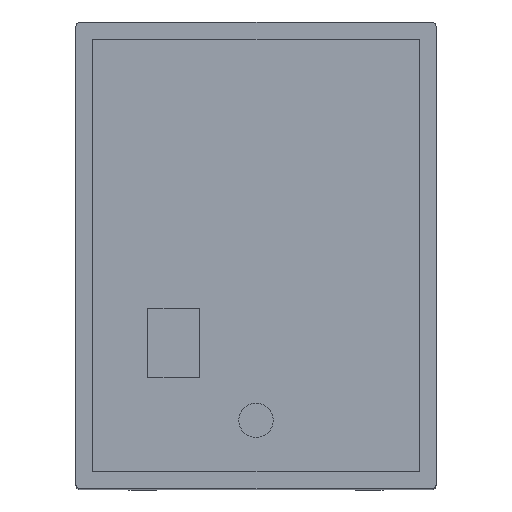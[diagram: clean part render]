
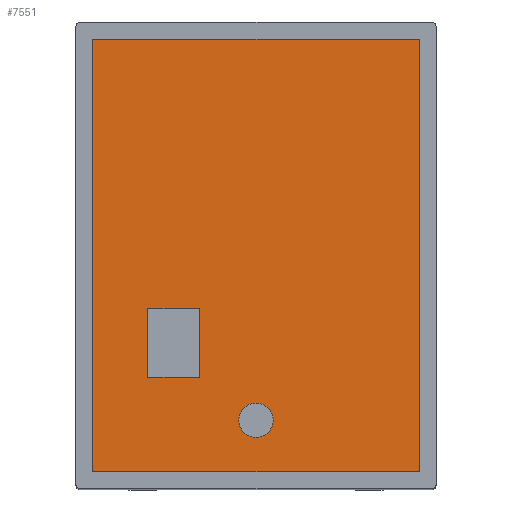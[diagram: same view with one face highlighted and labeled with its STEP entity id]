
A CAD part, top view. The second image highlights one B-rep face of the part: STEP entity #7551.
In plain terms, the highlighted planar face has unit normal (0, 0, 1).
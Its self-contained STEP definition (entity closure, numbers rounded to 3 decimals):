
#344 = EDGE_LOOP ( 'NONE', ( #10838, #13759, #13939, #14602 ) ) ;
#516 = EDGE_CURVE ( 'NONE', #3340, #9851, #3754, .T. ) ;
#606 = VERTEX_POINT ( 'NONE', #8343 ) ;
#684 = VECTOR ( 'NONE', #3742, 1000. ) ;
#828 = VECTOR ( 'NONE', #13070, 1000. ) ;
#911 = ORIENTED_EDGE ( 'NONE', *, *, #7338, .F. ) ;
#1066 = EDGE_CURVE ( 'NONE', #9851, #606, #4089, .T. ) ;
#1161 = AXIS2_PLACEMENT_3D ( 'NONE', #8690, #6190, #10955 ) ;
#1367 = FACE_BOUND ( 'NONE', #1486, .T. ) ;
#1444 = FACE_OUTER_BOUND ( 'NONE', #344, .T. ) ;
#1486 = EDGE_LOOP ( 'NONE', ( #11719, #7250 ) ) ;
#1557 = DIRECTION ( 'NONE',  ( -1., 0., 0. ) ) ;
#1561 = ORIENTED_EDGE ( 'NONE', *, *, #12895, .F. ) ;
#1564 = CARTESIAN_POINT ( 'NONE',  ( 9.5, -12.6, 35. ) ) ;
#1587 = CARTESIAN_POINT ( 'NONE',  ( 9.5, -12.6, 35. ) ) ;
#1780 = VECTOR ( 'NONE', #2847, 1000. ) ;
#1863 = VERTEX_POINT ( 'NONE', #1953 ) ;
#1871 = DIRECTION ( 'NONE',  ( -1., 0., 0. ) ) ;
#1953 = CARTESIAN_POINT ( 'NONE',  ( -6.3, -3.1, 35. ) ) ;
#2006 = EDGE_LOOP ( 'NONE', ( #911, #1561, #3464, #7305 ) ) ;
#2431 = EDGE_CURVE ( 'NONE', #6254, #1863, #11594, .T. ) ;
#2648 = EDGE_CURVE ( 'NONE', #3340, #11720, #13510, .T. ) ;
#2687 = CIRCLE ( 'NONE', #14383, 1. ) ;
#2847 = DIRECTION ( 'NONE',  ( 0., 1., 0. ) ) ;
#2999 = LINE ( 'NONE', #13513, #1780 ) ;
#3052 = AXIS2_PLACEMENT_3D ( 'NONE', #6699, #13646, #1871 ) ;
#3180 = DIRECTION ( 'NONE',  ( -1., 0., 0. ) ) ;
#3215 = VERTEX_POINT ( 'NONE', #14740 ) ;
#3340 = VERTEX_POINT ( 'NONE', #13318 ) ;
#3408 = VECTOR ( 'NONE', #12182, 1000. ) ;
#3464 = ORIENTED_EDGE ( 'NONE', *, *, #3859, .F. ) ;
#3742 = DIRECTION ( 'NONE',  ( 1., 0., 0. ) ) ;
#3754 = LINE ( 'NONE', #1564, #9791 ) ;
#3790 = PLANE ( 'NONE',  #1161 ) ;
#3859 = EDGE_CURVE ( 'NONE', #1863, #3215, #10935, .T. ) ;
#4089 = LINE ( 'NONE', #13225, #5564 ) ;
#4273 = CARTESIAN_POINT ( 'NONE',  ( 0., -9.6, 35. ) ) ;
#5485 = VECTOR ( 'NONE', #6624, 1000. ) ;
#5564 = VECTOR ( 'NONE', #12064, 1000. ) ;
#6174 = CARTESIAN_POINT ( 'NONE',  ( -1., -9.6, 35. ) ) ;
#6190 = DIRECTION ( 'NONE',  ( 0., 0., 1. ) ) ;
#6254 = VERTEX_POINT ( 'NONE', #12907 ) ;
#6624 = DIRECTION ( 'NONE',  ( 0., -1., 0. ) ) ;
#6699 = CARTESIAN_POINT ( 'NONE',  ( 0., -9.6, 35. ) ) ;
#6779 = VERTEX_POINT ( 'NONE', #6174 ) ;
#6781 = CARTESIAN_POINT ( 'NONE',  ( 1., -9.6, 35. ) ) ;
#6818 = EDGE_CURVE ( 'NONE', #606, #11720, #13656, .T. ) ;
#6939 = VERTEX_POINT ( 'NONE', #6781 ) ;
#7131 = CARTESIAN_POINT ( 'NONE',  ( 9.5, 12.6, 35. ) ) ;
#7250 = ORIENTED_EDGE ( 'NONE', *, *, #11449, .F. ) ;
#7305 = ORIENTED_EDGE ( 'NONE', *, *, #2431, .F. ) ;
#7338 = EDGE_CURVE ( 'NONE', #14836, #6254, #2999, .T. ) ;
#7545 = CARTESIAN_POINT ( 'NONE',  ( -9.5, -12.6, 35. ) ) ;
#7551 = ADVANCED_FACE ( 'NONE', ( #1367, #14467, #1444 ), #3790, .T. ) ;
#8343 = CARTESIAN_POINT ( 'NONE',  ( -9.5, 12.6, 35. ) ) ;
#8429 = DIRECTION ( 'NONE',  ( 0., 1., 0. ) ) ;
#8690 = CARTESIAN_POINT ( 'NONE',  ( 10.5, 13.6, 35. ) ) ;
#9026 = DIRECTION ( 'NONE',  ( 0., 0., 1. ) ) ;
#9298 = VECTOR ( 'NONE', #3180, 1000. ) ;
#9674 = CARTESIAN_POINT ( 'NONE',  ( -3.3, -7.1, 35. ) ) ;
#9765 = CARTESIAN_POINT ( 'NONE',  ( -6.3, -7.1, 35. ) ) ;
#9791 = VECTOR ( 'NONE', #8429, 1000. ) ;
#9851 = VERTEX_POINT ( 'NONE', #7131 ) ;
#10217 = CARTESIAN_POINT ( 'NONE',  ( -9.5, -12.6, 35. ) ) ;
#10838 = ORIENTED_EDGE ( 'NONE', *, *, #6818, .T. ) ;
#10935 = LINE ( 'NONE', #9765, #3408 ) ;
#10955 = DIRECTION ( 'NONE',  ( 1., 0., 0. ) ) ;
#11449 = EDGE_CURVE ( 'NONE', #6939, #6779, #12261, .T. ) ;
#11594 = LINE ( 'NONE', #12757, #9298 ) ;
#11719 = ORIENTED_EDGE ( 'NONE', *, *, #15092, .F. ) ;
#11720 = VERTEX_POINT ( 'NONE', #7545 ) ;
#12064 = DIRECTION ( 'NONE',  ( -1., 0., 0. ) ) ;
#12182 = DIRECTION ( 'NONE',  ( 0., -1., 0. ) ) ;
#12261 = CIRCLE ( 'NONE', #3052, 1. ) ;
#12757 = CARTESIAN_POINT ( 'NONE',  ( -3.3, -3.1, 35. ) ) ;
#12895 = EDGE_CURVE ( 'NONE', #3215, #14836, #14429, .T. ) ;
#12907 = CARTESIAN_POINT ( 'NONE',  ( -3.3, -3.1, 35. ) ) ;
#13070 = DIRECTION ( 'NONE',  ( -1., 0., 0. ) ) ;
#13225 = CARTESIAN_POINT ( 'NONE',  ( 9.5, 12.6, 35. ) ) ;
#13318 = CARTESIAN_POINT ( 'NONE',  ( 9.5, -12.6, 35. ) ) ;
#13510 = LINE ( 'NONE', #1587, #828 ) ;
#13513 = CARTESIAN_POINT ( 'NONE',  ( -3.3, -7.1, 35. ) ) ;
#13646 = DIRECTION ( 'NONE',  ( 0., 0., 1. ) ) ;
#13656 = LINE ( 'NONE', #10217, #5485 ) ;
#13759 = ORIENTED_EDGE ( 'NONE', *, *, #2648, .F. ) ;
#13939 = ORIENTED_EDGE ( 'NONE', *, *, #516, .T. ) ;
#14383 = AXIS2_PLACEMENT_3D ( 'NONE', #4273, #9026, #1557 ) ;
#14429 = LINE ( 'NONE', #9674, #684 ) ;
#14467 = FACE_BOUND ( 'NONE', #2006, .T. ) ;
#14602 = ORIENTED_EDGE ( 'NONE', *, *, #1066, .T. ) ;
#14740 = CARTESIAN_POINT ( 'NONE',  ( -6.3, -7.1, 35. ) ) ;
#14836 = VERTEX_POINT ( 'NONE', #15376 ) ;
#15092 = EDGE_CURVE ( 'NONE', #6779, #6939, #2687, .T. ) ;
#15376 = CARTESIAN_POINT ( 'NONE',  ( -3.3, -7.1, 35. ) ) ;
